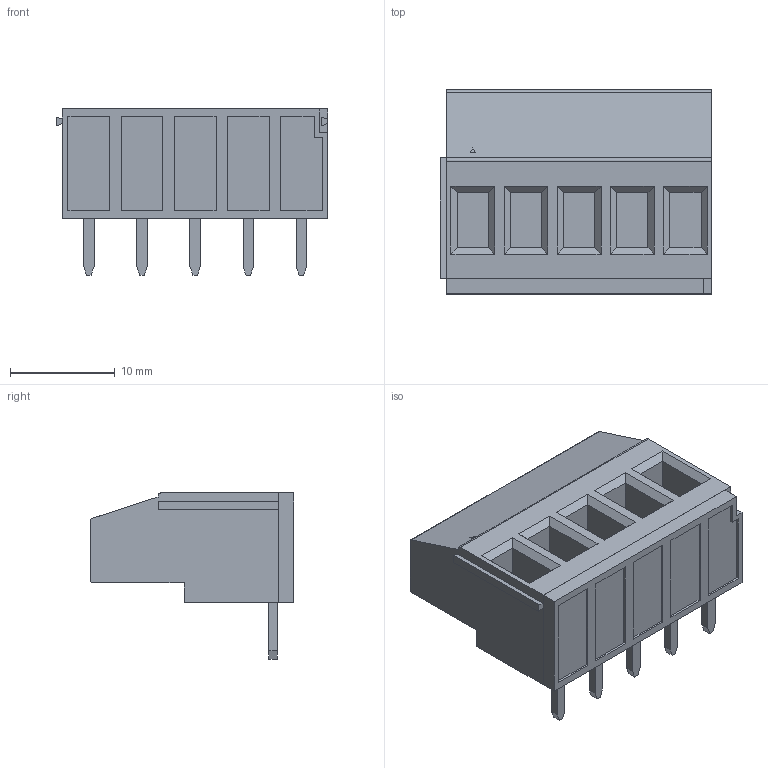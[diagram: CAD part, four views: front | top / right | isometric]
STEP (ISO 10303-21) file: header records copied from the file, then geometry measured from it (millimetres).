
FILE_DESCRIPTION (( 'STEP AP214' ), '1' );
FILE_NAME ('DG129R-5.08-05P-14-00AH.STEP', '2021-01-12T21:12:29', ( '' ), ( '' ), 'SwSTEP 2.0', 'SolidWorks 2020', '' );
FILE_SCHEMA (( 'AUTOMOTIVE_DESIGN' ));
Length unit declared in the file: millimetre
Products named in the file (1): DG129R-5.08-05P-14-00AH
Bounding box: 26 x 19.5 x 15.9 mm (x, y, z)
Volume: 3797.1 mm3; surface area: 2932 mm2
Topology: 1 solids, 1 shells, 643 faces, 1665 edges, 1089 vertices
Faces by surface type: plane 358, bspline 203, cylinder 49, torus 25, cone 8
Entity records: 34132 total; most frequent: CARTESIAN_POINT 14821, ORIENTED_EDGE 3330, DIRECTION 2317, EDGE_CURVE 1665, VERTEX_POINT 1089, VECTOR 1063, LINE 1063, EDGE_LOOP 708
